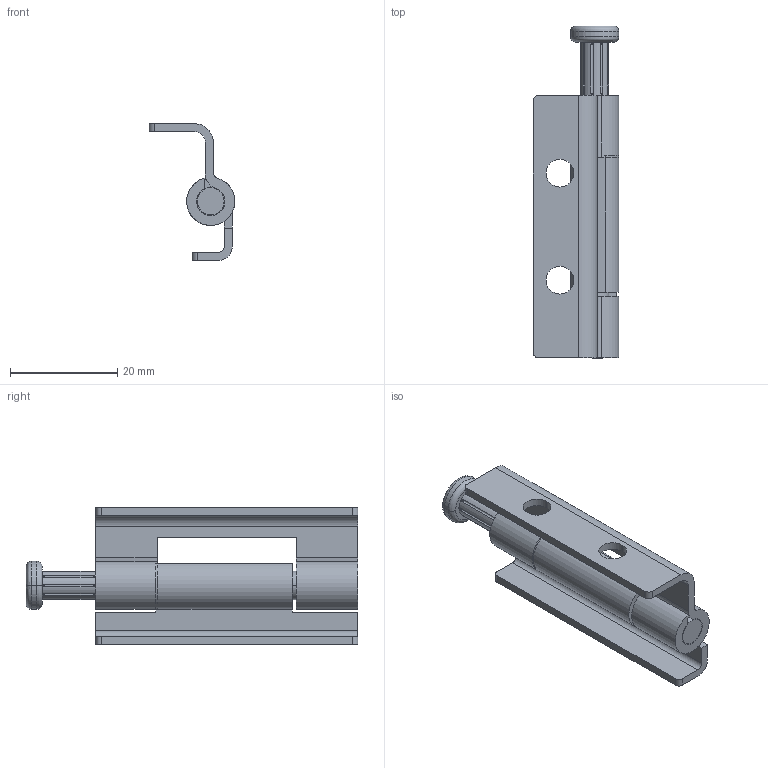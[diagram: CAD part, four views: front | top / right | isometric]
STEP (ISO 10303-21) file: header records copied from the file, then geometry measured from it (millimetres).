
FILE_DESCRIPTION(/* description */ (''),/* implementation_level */ '2;1');
FILE_NAME(/* name */ 'JL023',/* time_stamp */ '2024-09-03T08:13:21+08:00',/* author */ (''),/* organization */ (''),/* preprocessor_version */ 'ST-DEVELOPER v19.2',/* originating_system */ 'Rhino 8.5',/* authorisation */ '');
FILE_SCHEMA (('CONFIG_CONTROL_DESIGN'));
Length unit declared in the file: millimetre
Products named in the file (1): Document
Bounding box: 16 x 62 x 25.5 mm (x, y, z)
Volume: 5586.1 mm3; surface area: 6786.4 mm2
Topology: 3 solids, 3 shells, 88 faces, 249 edges, 158 vertices
Faces by surface type: cylinder 37, plane 28, bspline 23
Entity records: 3769 total; most frequent: CARTESIAN_POINT 1821, ORIENTED_EDGE 462, EDGE_CURVE 231, DIRECTION 231, VERTEX_POINT 158, AXIS2_PLACEMENT_3D 147, B_SPLINE_CURVE_WITH_KNOTS 111, EDGE_LOOP 101
